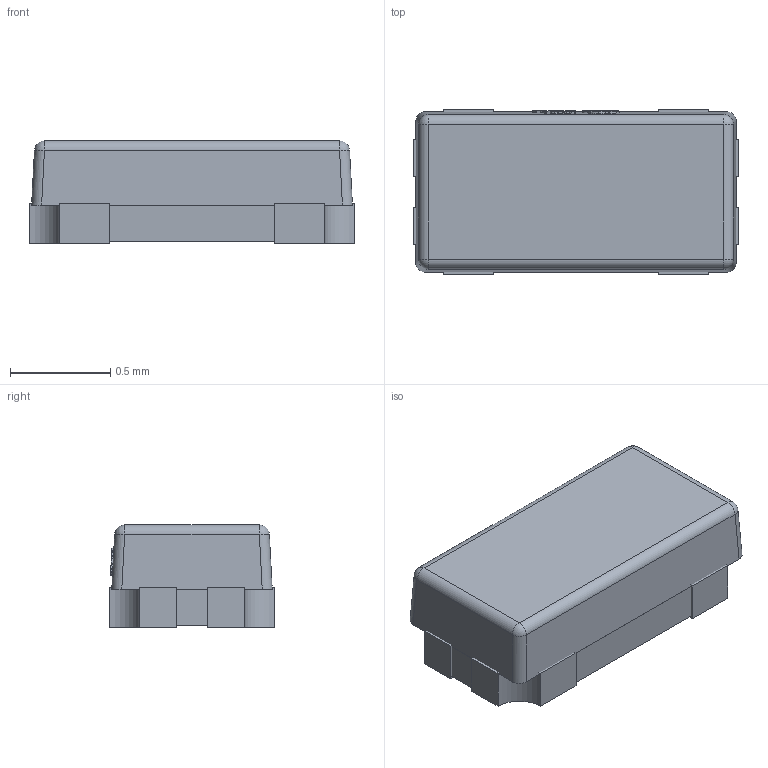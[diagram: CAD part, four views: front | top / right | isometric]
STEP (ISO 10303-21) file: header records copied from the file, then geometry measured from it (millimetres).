
FILE_DESCRIPTION (( 'STEP AP214' ), '1' );
FILE_NAME ('LED-SMD_0603-4P-L1.6-W0.8-H0.5.step', '2022-07-08T11:50:42', ( '' ), ( '' ), 'SwSTEP 2.0', 'SolidWorks 2020', '' );
FILE_SCHEMA (( 'AUTOMOTIVE_DESIGN' ));
Length unit declared in the file: millimetre
Products named in the file (1): LED-SMD_0603-4P-L1.6-W0.8-H0.5
Bounding box: 1.62 x 0.82 x 0.51 mm (x, y, z)
Volume: 0.7 mm3; surface area: 9.2 mm2
Topology: 6 solids, 6 shells, 339 faces, 891 edges, 590 vertices
Faces by surface type: plane 207, bspline 112, cylinder 16, sphere 4
Entity records: 15357 total; most frequent: CARTESIAN_POINT 3937, ORIENTED_EDGE 1782, DIRECTION 1143, EDGE_CURVE 891, VECTOR 631, LINE 631, VERTEX_POINT 590, EDGE_LOOP 365
